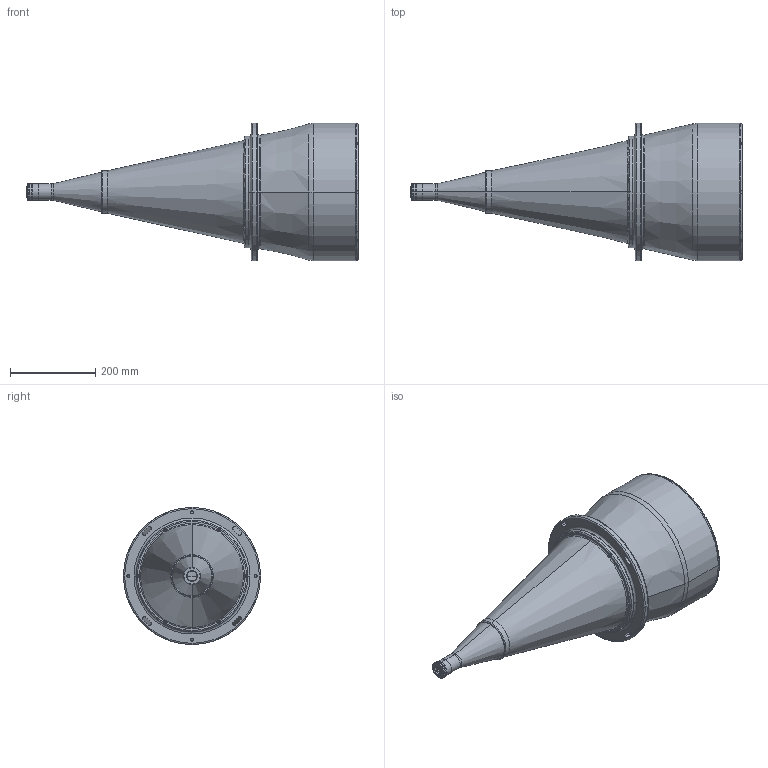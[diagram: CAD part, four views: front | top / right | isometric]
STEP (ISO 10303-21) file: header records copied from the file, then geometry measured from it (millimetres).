
FILE_DESCRIPTION (( 'STEP AP214' ), '1' );
FILE_NAME ('TC23240.STEP', '2013-04-04T10:35:23', ( 'Work' ), ( '' ), 'SwSTEP 2.0', 'SolidWorks 2012', '' );
FILE_SCHEMA (( 'AUTOMOTIVE_DESIGN' ));
Length unit declared in the file: millimetre
Products named in the file (1): TC23240
Bounding box: 779.49 x 322 x 322 mm (x, y, z)
Surface area: 664109.1 mm2 (no closed solid volume)
Topology: 0 solids, 12 shells, 219 faces, 625 edges, 418 vertices
Faces by surface type: cylinder 113, plane 51, torus 33, cone 14, bspline 6, sphere 2
Entity records: 10562 total; most frequent: CARTESIAN_POINT 2077, DIRECTION 1427, ORIENTED_EDGE 1136, AXIS2_PLACEMENT_3D 636, EDGE_CURVE 625, CIRCLE 422, VERTEX_POINT 418, EDGE_LOOP 292
